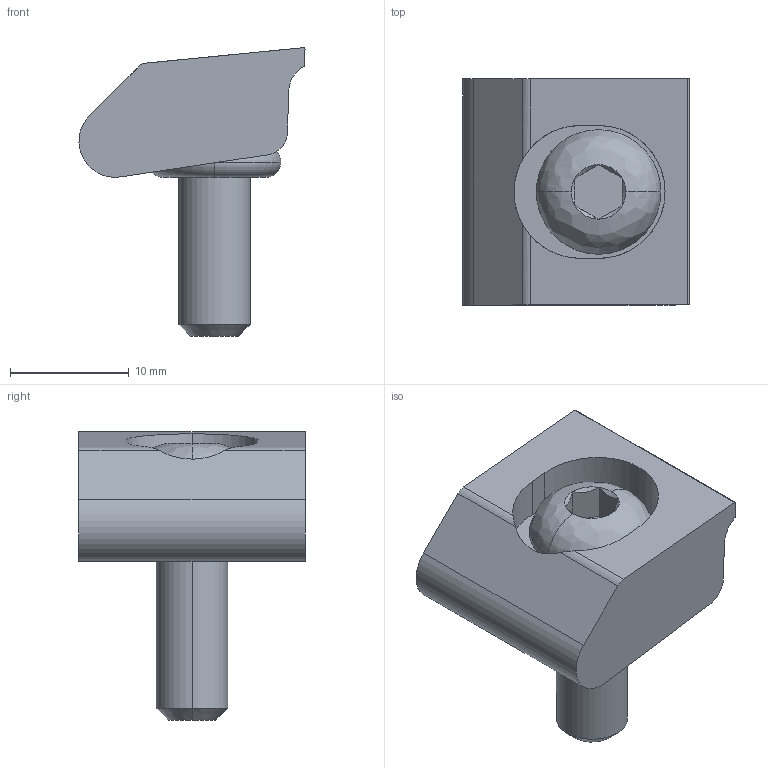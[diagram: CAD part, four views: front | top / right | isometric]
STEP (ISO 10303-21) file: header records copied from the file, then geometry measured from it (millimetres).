
FILE_DESCRIPTION (( 'STEP AP203' ), '1' );
FILE_NAME ('mbsc06c.STEP', '2021-10-26T02:39:52', ( '' ), ( '' ), 'SwSTEP 2.0', 'SolidWorks 2020', '' );
FILE_SCHEMA (( 'CONFIG_CONTROL_DESIGN' ));
Length unit declared in the file: millimetre
Products named in the file (4): mbsc06c; mbsc06c_02; mbsc06c_01; mbsc06c_03
Assembly tree (3 placements, depth 2):
  mbsc06c
    mbsc06c_01
    mbsc06c_02
    mbsc06c_03
Bounding box: 19.04 x 19.05 x 24.32 mm (x, y, z)
Volume: 3019.1 mm3; surface area: 2278 mm2
Topology: 3 solids, 3 shells, 53 faces, 136 edges, 88 vertices
Faces by surface type: plane 21, cylinder 18, cone 8, torus 4, bspline 2
Entity records: 2126 total; most frequent: CARTESIAN_POINT 453, ORIENTED_EDGE 272, DIRECTION 266, EDGE_CURVE 136, AXIS2_PLACEMENT_3D 103, VERTEX_POINT 88, VECTOR 60, LINE 60
